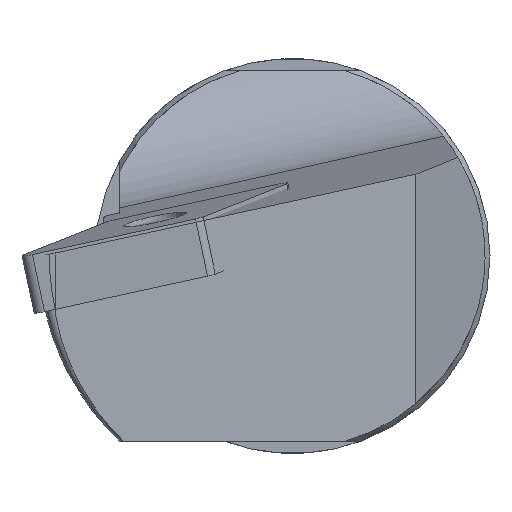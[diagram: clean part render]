
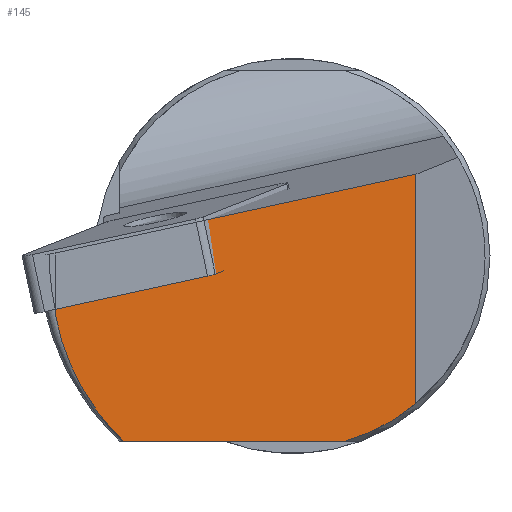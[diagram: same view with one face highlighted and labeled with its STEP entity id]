
A CAD part, left-side view. The second image highlights one B-rep face of the part: STEP entity #145.
In plain terms, the highlighted planar face has unit normal (-0.999, -0.052, 0).
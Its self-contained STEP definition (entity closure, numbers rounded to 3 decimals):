
#33=B_SPLINE_CURVE_WITH_KNOTS('',3,(#1075,#1076,#1077,#1078,#1079,#1080,
#1081,#1082,#1083,#1084),.UNSPECIFIED.,.F.,.F.,(4,2,2,2,4),(0.,0.125,0.25,
0.5,1.),.UNSPECIFIED.);
#48=ELLIPSE('',#718,15.621,15.6);
#145=ADVANCED_FACE('',(#201),#179,.T.);
#179=PLANE('',#719);
#201=FACE_OUTER_BOUND('',#237,.T.);
#237=EDGE_LOOP('',(#335,#336,#337,#338,#339,#340));
#335=ORIENTED_EDGE('',*,*,#554,.F.);
#336=ORIENTED_EDGE('',*,*,#544,.T.);
#337=ORIENTED_EDGE('',*,*,#556,.T.);
#338=ORIENTED_EDGE('',*,*,#557,.T.);
#339=ORIENTED_EDGE('',*,*,#558,.T.);
#340=ORIENTED_EDGE('',*,*,#559,.F.);
#472=VERTEX_POINT('',#1018);
#473=VERTEX_POINT('',#1020);
#482=VERTEX_POINT('',#1070);
#483=VERTEX_POINT('',#1074);
#484=VERTEX_POINT('',#1085);
#485=VERTEX_POINT('',#1087);
#544=EDGE_CURVE('',#473,#472,#626,.T.);
#554=EDGE_CURVE('',#473,#482,#631,.T.);
#556=EDGE_CURVE('',#472,#483,#632,.T.);
#557=EDGE_CURVE('',#483,#484,#33,.T.);
#558=EDGE_CURVE('',#484,#485,#633,.T.);
#559=EDGE_CURVE('',#482,#485,#48,.T.);
#626=LINE('',#1019,#667);
#631=LINE('',#1069,#672);
#632=LINE('',#1073,#673);
#633=LINE('',#1086,#674);
#667=VECTOR('',#828,1.);
#672=VECTOR('',#839,1.);
#673=VECTOR('',#844,1.);
#674=VECTOR('',#845,1.);
#718=AXIS2_PLACEMENT_3D('',#1088,#846,#847);
#719=AXIS2_PLACEMENT_3D('',#1089,#848,#849);
#828=DIRECTION('',(-0.051,0.976,-0.213));
#839=DIRECTION('',(0.,0.,-1.));
#844=DIRECTION('',(0.,0.,-1.));
#845=DIRECTION('',(0.052,-0.999,0.));
#846=DIRECTION('',(0.999,0.052,0.));
#847=DIRECTION('',(-0.052,0.999,0.));
#848=DIRECTION('',(-0.999,-0.052,0.));
#849=DIRECTION('',(-0.052,0.999,0.));
#1018=CARTESIAN_POINT('',(1.101,-3.341,0.458));
#1019=CARTESIAN_POINT('',(4.225,-62.942,13.463));
#1020=CARTESIAN_POINT('',(2.634,-32.591,6.84));
#1069=CARTESIAN_POINT('',(2.634,-32.591,20.614));
#1070=CARTESIAN_POINT('',(2.634,-32.591,-11.759));
#1073=CARTESIAN_POINT('',(1.101,-3.341,20.614));
#1074=CARTESIAN_POINT('',(1.101,-3.341,-4.073));
#1075=CARTESIAN_POINT('',(1.101,-3.341,-4.073));
#1076=CARTESIAN_POINT('',(1.101,-3.341,-4.589));
#1077=CARTESIAN_POINT('',(1.108,-3.475,-5.096));
#1078=CARTESIAN_POINT('',(1.121,-3.712,-6.098));
#1079=CARTESIAN_POINT('',(1.128,-3.854,-6.595));
#1080=CARTESIAN_POINT('',(1.153,-4.339,-8.055));
#1081=CARTESIAN_POINT('',(1.174,-4.739,-8.991));
#1082=CARTESIAN_POINT('',(1.249,-6.154,-11.695));
#1083=CARTESIAN_POINT('',(1.314,-7.401,-13.367));
#1084=CARTESIAN_POINT('',(1.39,-8.858,-14.786));
#1085=CARTESIAN_POINT('',(1.39,-8.858,-14.786));
#1086=CARTESIAN_POINT('',(1.101,-3.341,-14.786));
#1087=CARTESIAN_POINT('',(2.335,-26.876,-14.786));
#1088=CARTESIAN_POINT('',(2.11,-22.591,0.214));
#1089=CARTESIAN_POINT('',(1.101,-3.341,20.614));
